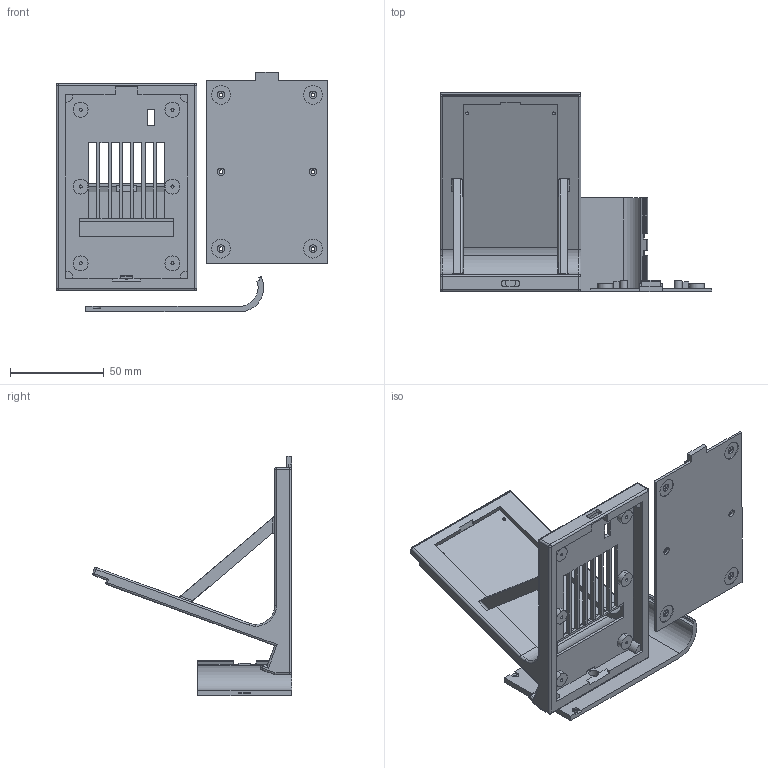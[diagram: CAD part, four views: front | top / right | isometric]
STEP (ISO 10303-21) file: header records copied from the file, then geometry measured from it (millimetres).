
FILE_DESCRIPTION (( 'STEP AP203' ), '1' );
FILE_NAME ('蚾饜极湖荂.STEP', '2024-06-11T12:04:09', ( '' ), ( '' ), 'SwSTEP 2.0', 'SolidWorks 2022', '' );
FILE_SCHEMA (( 'CONFIG_CONTROL_DESIGN' ));
Length unit declared in the file: millimetre
Products named in the file (4): P60线圈支架零件; P60支架; P60底板; 装配体打印
Assembly tree (3 placements, depth 2):
  装配体打印
    P60底板
    P60线圈支架零件
    P60支架
Bounding box: 144.81 x 106.11 x 127.91 mm (x, y, z)
Volume: 95585.3 mm3; surface area: 67808 mm2
Topology: 3 solids, 3 shells, 538 faces, 1405 edges, 895 vertices
Faces by surface type: plane 265, cylinder 177, bspline 70, sphere 21, torus 5
Entity records: 18740 total; most frequent: CARTESIAN_POINT 5482, ORIENTED_EDGE 2776, DIRECTION 2467, EDGE_CURVE 1388, VECTOR 903, LINE 903, VERTEX_POINT 893, AXIS2_PLACEMENT_3D 782
